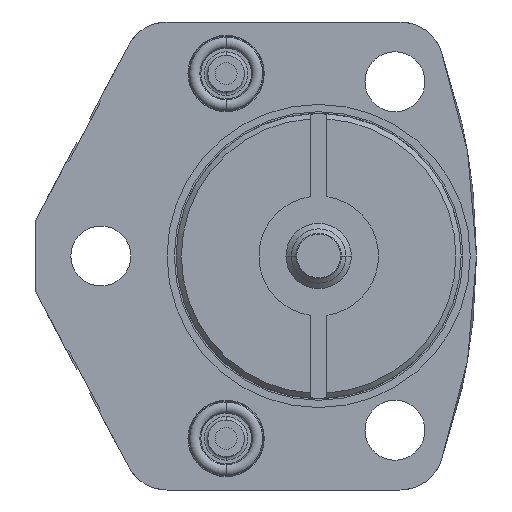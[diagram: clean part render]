
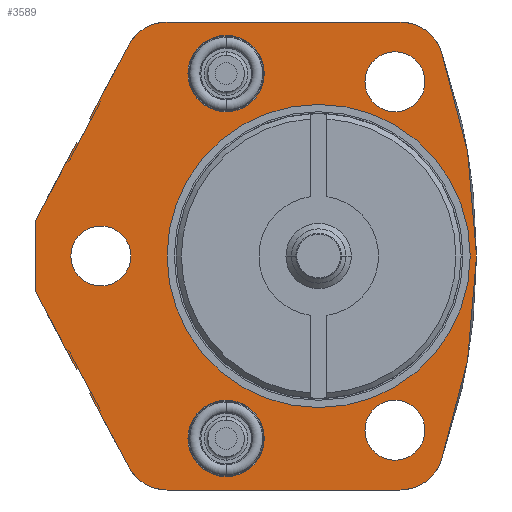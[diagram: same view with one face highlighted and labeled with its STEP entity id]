
A CAD part, front view. The second image highlights one B-rep face of the part: STEP entity #3589.
In plain terms, the highlighted planar face has unit normal (0, -1, 0).
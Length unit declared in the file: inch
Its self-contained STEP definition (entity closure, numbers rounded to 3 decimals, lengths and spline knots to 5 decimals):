
#326=CARTESIAN_POINT('',(0.,0.,0.));
#327=DIRECTION('',(0.,-1.,0.));
#328=DIRECTION('',(1.,0.,0.));
#329=AXIS2_PLACEMENT_3D('',#326,#327,#328);
#334=CARTESIAN_POINT('',(0.,0.,0.));
#335=DIRECTION('',(0.,1.,0.));
#336=DIRECTION('',(1.,0.,0.));
#337=AXIS2_PLACEMENT_3D('',#334,#335,#336);
#342=CARTESIAN_POINT('',(0.438,0.,1.));
#343=DIRECTION('',(0.,-1.,0.));
#344=DIRECTION('',(1.,0.,0.));
#345=AXIS2_PLACEMENT_3D('',#342,#343,#344);
#350=CARTESIAN_POINT('',(0.438,0.,1.));
#351=DIRECTION('',(0.,-1.,0.));
#352=DIRECTION('',(-1.,0.,0.));
#353=AXIS2_PLACEMENT_3D('',#350,#351,#352);
#358=CARTESIAN_POINT('',(0.438,0.,-1.));
#359=DIRECTION('',(0.,-1.,0.));
#360=DIRECTION('',(1.,0.,0.));
#361=AXIS2_PLACEMENT_3D('',#358,#359,#360);
#366=CARTESIAN_POINT('',(0.438,0.,-1.));
#367=DIRECTION('',(0.,-1.,0.));
#368=DIRECTION('',(-1.,0.,0.));
#369=AXIS2_PLACEMENT_3D('',#366,#367,#368);
#374=CARTESIAN_POINT('',(-1.25,0.,0.));
#375=DIRECTION('',(0.,-1.,0.));
#376=DIRECTION('',(1.,0.,0.));
#377=AXIS2_PLACEMENT_3D('',#374,#375,#376);
#382=CARTESIAN_POINT('',(-1.25,0.,0.));
#383=DIRECTION('',(0.,-1.,0.));
#384=DIRECTION('',(-1.,0.,0.));
#385=AXIS2_PLACEMENT_3D('',#382,#383,#384);
#390=DIRECTION('',(-0.469,0.,-0.883));
#391=VECTOR('',#390,0.1566);
#392=CARTESIAN_POINT('',(-1.3062,0.,0.7832));
#393=LINE('',#392,#391);
#397=DIRECTION('',(0.883,0.,-0.469));
#398=VECTOR('',#397,0.01);
#399=CARTESIAN_POINT('',(-1.31503,0.,0.7879));
#400=LINE('',#399,#398);
#404=DIRECTION('',(0.469,0.,0.883));
#405=VECTOR('',#404,0.47848);
#406=CARTESIAN_POINT('',(-1.31503,0.,0.7879));
#407=LINE('',#406,#405);
#411=DIRECTION('',(1.,0.,0.));
#412=VECTOR('',#411,1.33636);
#413=CARTESIAN_POINT('',(-0.86966,0.,1.343));
#414=LINE('',#413,#412);
#418=CARTESIAN_POINT('',(-2.594,0.,0.));
#419=DIRECTION('',(0.,-1.,0.));
#420=DIRECTION('',(0.942,0.,-0.336));
#421=AXIS2_PLACEMENT_3D('',#418,#419,#420);
#426=DIRECTION('',(-1.,0.,0.));
#427=VECTOR('',#426,1.33636);
#428=CARTESIAN_POINT('',(0.46669,0.,-1.343));
#429=LINE('',#428,#427);
#433=DIRECTION('',(0.469,0.,-0.883));
#434=VECTOR('',#433,0.47848);
#435=CARTESIAN_POINT('',(-1.31503,0.,-0.7879));
#436=LINE('',#435,#434);
#440=DIRECTION('',(0.883,0.,0.469));
#441=VECTOR('',#440,0.01);
#442=CARTESIAN_POINT('',(-1.31503,0.,-0.7879));
#443=LINE('',#442,#441);
#447=DIRECTION('',(0.469,0.,-0.883));
#448=VECTOR('',#447,0.1566);
#449=CARTESIAN_POINT('',(-1.37972,0.,-0.64493));
#450=LINE('',#449,#448);
#454=DIRECTION('',(0.883,0.,0.469));
#455=VECTOR('',#454,0.01);
#456=CARTESIAN_POINT('',(-1.38855,0.,-0.64962));
#457=LINE('',#456,#455);
#461=DIRECTION('',(0.469,0.,-0.883));
#462=VECTOR('',#461,0.50364);
#463=CARTESIAN_POINT('',(-1.625,0.,-0.20493));
#464=LINE('',#463,#462);
#468=DIRECTION('',(0.,0.,-1.));
#469=VECTOR('',#468,0.40987);
#470=CARTESIAN_POINT('',(-1.625,0.,0.20493));
#471=LINE('',#470,#469);
#475=DIRECTION('',(0.469,0.,0.883));
#476=VECTOR('',#475,0.50364);
#477=CARTESIAN_POINT('',(-1.625,0.,0.20493));
#478=LINE('',#477,#476);
#482=DIRECTION('',(0.883,0.,-0.469));
#483=VECTOR('',#482,0.01);
#484=CARTESIAN_POINT('',(-1.38855,0.,0.64962));
#485=LINE('',#484,#483);
#489=CARTESIAN_POINT('',(-0.531,0.,-1.047));
#490=DIRECTION('',(0.,1.,0.));
#491=DIRECTION('',(-1.,0.,0.));
#492=AXIS2_PLACEMENT_3D('',#489,#490,#491);
#497=CARTESIAN_POINT('',(-0.531,0.,-1.047));
#498=DIRECTION('',(0.,1.,0.));
#499=DIRECTION('',(1.,0.,0.));
#500=AXIS2_PLACEMENT_3D('',#497,#498,#499);
#505=CARTESIAN_POINT('',(-0.531,0.,1.047));
#506=DIRECTION('',(0.,1.,0.));
#507=DIRECTION('',(-1.,0.,0.));
#508=AXIS2_PLACEMENT_3D('',#505,#506,#507);
#513=CARTESIAN_POINT('',(-0.531,0.,1.047));
#514=DIRECTION('',(0.,1.,0.));
#515=DIRECTION('',(1.,0.,0.));
#516=AXIS2_PLACEMENT_3D('',#513,#514,#515);
#1487=CARTESIAN_POINT('',(-0.86966,0.,-1.093));
#1488=DIRECTION('',(0.,-1.,0.));
#1489=DIRECTION('',(-0.883,0.,-0.469));
#1490=AXIS2_PLACEMENT_3D('',#1487,#1488,#1489);
#1524=CARTESIAN_POINT('',(0.46669,0.,-1.093));
#1525=DIRECTION('',(0.,-1.,0.));
#1526=DIRECTION('',(0.,0.,-1.));
#1527=AXIS2_PLACEMENT_3D('',#1524,#1525,#1526);
#1546=CARTESIAN_POINT('',(0.46669,0.,1.093));
#1547=DIRECTION('',(0.,-1.,0.));
#1548=DIRECTION('',(0.942,0.,0.336));
#1549=AXIS2_PLACEMENT_3D('',#1546,#1547,#1548);
#1583=CARTESIAN_POINT('',(-0.86966,0.,1.093));
#1584=DIRECTION('',(0.,-1.,0.));
#1585=DIRECTION('',(0.,0.,1.));
#1586=AXIS2_PLACEMENT_3D('',#1583,#1584,#1585);
#2974=CARTESIAN_POINT('',(0.87,0.,0.));
#2976=VERTEX_POINT('',#2974);
#2978=CARTESIAN_POINT('',(-0.87,0.,0.));
#2980=VERTEX_POINT('',#2978);
#2981=CARTESIAN_POINT('',(-1.625,0.,0.20493));
#2982=CARTESIAN_POINT('',(-1.625,0.,-0.20493));
#2983=VERTEX_POINT('',#2981);
#2984=VERTEX_POINT('',#2982);
#2985=CARTESIAN_POINT('',(0.61,0.,1.));
#2986=CARTESIAN_POINT('',(0.266,0.,1.));
#2987=VERTEX_POINT('',#2985);
#2988=VERTEX_POINT('',#2986);
#3019=CARTESIAN_POINT('',(-1.37972,0.,-0.64493));
#3020=CARTESIAN_POINT('',(-1.3062,0.,-0.7832));
#3021=VERTEX_POINT('',#3019);
#3022=VERTEX_POINT('',#3020);
#3023=CARTESIAN_POINT('',(-1.38855,0.,-0.64962));
#3024=VERTEX_POINT('',#3023);
#3025=CARTESIAN_POINT('',(-1.31503,0.,-0.7879));
#3026=VERTEX_POINT('',#3025);
#3048=CARTESIAN_POINT('',(-1.3062,0.,0.7832));
#3049=CARTESIAN_POINT('',(-1.37972,0.,0.64493));
#3050=VERTEX_POINT('',#3048);
#3051=VERTEX_POINT('',#3049);
#3052=CARTESIAN_POINT('',(-1.31503,0.,0.7879));
#3053=VERTEX_POINT('',#3052);
#3054=CARTESIAN_POINT('',(-1.38855,0.,0.64962));
#3055=VERTEX_POINT('',#3054);
#3081=CARTESIAN_POINT('',(-0.75,0.,-1.047));
#3082=CARTESIAN_POINT('',(-0.312,0.,-1.047));
#3083=VERTEX_POINT('',#3081);
#3084=VERTEX_POINT('',#3082);
#3101=CARTESIAN_POINT('',(-0.75,0.,1.047));
#3102=CARTESIAN_POINT('',(-0.312,0.,1.047));
#3103=VERTEX_POINT('',#3101);
#3104=VERTEX_POINT('',#3102);
#3135=CARTESIAN_POINT('',(0.46669,0.,-1.343));
#3136=CARTESIAN_POINT('',(0.70213,0.,-1.17708));
#3137=VERTEX_POINT('',#3135);
#3138=VERTEX_POINT('',#3136);
#3139=CARTESIAN_POINT('',(0.70213,0.,1.17708));
#3140=CARTESIAN_POINT('',(0.46669,0.,1.343));
#3141=VERTEX_POINT('',#3139);
#3142=VERTEX_POINT('',#3140);
#3143=CARTESIAN_POINT('',(-0.86966,0.,1.343));
#3144=CARTESIAN_POINT('',(-1.0904,0.,1.21037));
#3145=VERTEX_POINT('',#3143);
#3146=VERTEX_POINT('',#3144);
#3147=CARTESIAN_POINT('',(-1.0904,0.,-1.21037));
#3148=CARTESIAN_POINT('',(-0.86966,0.,-1.343));
#3149=VERTEX_POINT('',#3147);
#3150=VERTEX_POINT('',#3148);
#3151=CARTESIAN_POINT('',(0.61,0.,-1.));
#3152=CARTESIAN_POINT('',(0.266,0.,-1.));
#3153=VERTEX_POINT('',#3151);
#3154=VERTEX_POINT('',#3152);
#3155=CARTESIAN_POINT('',(-1.078,0.,0.));
#3156=CARTESIAN_POINT('',(-1.422,0.,0.));
#3157=VERTEX_POINT('',#3155);
#3158=VERTEX_POINT('',#3156);
#3512=CARTESIAN_POINT('',(0.,0.,0.));
#3513=DIRECTION('',(0.,-1.,0.));
#3514=DIRECTION('',(-1.,0.,0.));
#3515=AXIS2_PLACEMENT_3D('',#3512,#3513,#3514);
#3516=PLANE('',#3515);
#3518=ORIENTED_EDGE('',*,*,#3517,.F.);
#3520=ORIENTED_EDGE('',*,*,#3519,.F.);
#3522=ORIENTED_EDGE('',*,*,#3521,.T.);
#3524=ORIENTED_EDGE('',*,*,#3523,.F.);
#3526=ORIENTED_EDGE('',*,*,#3525,.T.);
#3528=ORIENTED_EDGE('',*,*,#3527,.F.);
#3530=ORIENTED_EDGE('',*,*,#3529,.F.);
#3532=ORIENTED_EDGE('',*,*,#3531,.F.);
#3534=ORIENTED_EDGE('',*,*,#3533,.T.);
#3536=ORIENTED_EDGE('',*,*,#3535,.F.);
#3538=ORIENTED_EDGE('',*,*,#3537,.F.);
#3540=ORIENTED_EDGE('',*,*,#3539,.T.);
#3542=ORIENTED_EDGE('',*,*,#3541,.F.);
#3544=ORIENTED_EDGE('',*,*,#3543,.F.);
#3546=ORIENTED_EDGE('',*,*,#3545,.F.);
#3548=ORIENTED_EDGE('',*,*,#3547,.F.);
#3550=ORIENTED_EDGE('',*,*,#3549,.T.);
#3552=ORIENTED_EDGE('',*,*,#3551,.T.);
#3553=EDGE_LOOP('',(#3518,#3520,#3522,#3524,#3526,#3528,#3530,#3532,#3534,#3536,
#3538,#3540,#3542,#3544,#3546,#3548,#3550,#3552));
#3554=FACE_OUTER_BOUND('',#3553,.F.);
#3556=ORIENTED_EDGE('',*,*,#3555,.T.);
#3558=ORIENTED_EDGE('',*,*,#3557,.F.);
#3559=EDGE_LOOP('',(#3556,#3558));
#3560=FACE_BOUND('',#3559,.F.);
#3562=ORIENTED_EDGE('',*,*,#3561,.T.);
#3564=ORIENTED_EDGE('',*,*,#3563,.T.);
#3565=EDGE_LOOP('',(#3562,#3564));
#3566=FACE_BOUND('',#3565,.F.);
#3567=ORIENTED_EDGE('',*,*,#3492,.T.);
#3568=ORIENTED_EDGE('',*,*,#3506,.T.);
#3569=EDGE_LOOP('',(#3567,#3568));
#3570=FACE_BOUND('',#3569,.F.);
#3572=ORIENTED_EDGE('',*,*,#3571,.T.);
#3574=ORIENTED_EDGE('',*,*,#3573,.T.);
#3575=EDGE_LOOP('',(#3572,#3574));
#3576=FACE_BOUND('',#3575,.F.);
#3578=ORIENTED_EDGE('',*,*,#3577,.F.);
#3580=ORIENTED_EDGE('',*,*,#3579,.F.);
#3581=EDGE_LOOP('',(#3578,#3580));
#3582=FACE_BOUND('',#3581,.F.);
#3584=ORIENTED_EDGE('',*,*,#3583,.F.);
#3586=ORIENTED_EDGE('',*,*,#3585,.F.);
#3587=EDGE_LOOP('',(#3584,#3586));
#3588=FACE_BOUND('',#3587,.F.);
#3589=ADVANCED_FACE('',(#3554,#3560,#3566,#3570,#3576,#3582,#3588),#3516,.T.);
#330=CIRCLE('',#329,0.87);
#338=CIRCLE('',#337,0.87);
#346=CIRCLE('',#345,0.172);
#354=CIRCLE('',#353,0.172);
#362=CIRCLE('',#361,0.172);
#370=CIRCLE('',#369,0.172);
#378=CIRCLE('',#377,0.172);
#386=CIRCLE('',#385,0.172);
#422=CIRCLE('',#421,3.5);
#493=CIRCLE('',#492,0.219);
#501=CIRCLE('',#500,0.219);
#509=CIRCLE('',#508,0.219);
#517=CIRCLE('',#516,0.219);
#1491=CIRCLE('',#1490,0.25);
#1528=CIRCLE('',#1527,0.25);
#1550=CIRCLE('',#1549,0.25);
#1587=CIRCLE('',#1586,0.25);
#3492=EDGE_CURVE('',#3153,#3154,#362,.T.);
#3506=EDGE_CURVE('',#3154,#3153,#370,.T.);
#3517=EDGE_CURVE('',#3050,#3051,#393,.T.);
#3519=EDGE_CURVE('',#3053,#3050,#400,.T.);
#3521=EDGE_CURVE('',#3053,#3146,#407,.T.);
#3523=EDGE_CURVE('',#3145,#3146,#1587,.T.);
#3525=EDGE_CURVE('',#3145,#3142,#414,.T.);
#3527=EDGE_CURVE('',#3141,#3142,#1550,.T.);
#3529=EDGE_CURVE('',#3138,#3141,#422,.T.);
#3531=EDGE_CURVE('',#3137,#3138,#1528,.T.);
#3533=EDGE_CURVE('',#3137,#3150,#429,.T.);
#3535=EDGE_CURVE('',#3149,#3150,#1491,.T.);
#3537=EDGE_CURVE('',#3026,#3149,#436,.T.);
#3539=EDGE_CURVE('',#3026,#3022,#443,.T.);
#3541=EDGE_CURVE('',#3021,#3022,#450,.T.);
#3543=EDGE_CURVE('',#3024,#3021,#457,.T.);
#3545=EDGE_CURVE('',#2984,#3024,#464,.T.);
#3547=EDGE_CURVE('',#2983,#2984,#471,.T.);
#3549=EDGE_CURVE('',#2983,#3055,#478,.T.);
#3551=EDGE_CURVE('',#3055,#3051,#485,.T.);
#3555=EDGE_CURVE('',#2976,#2980,#330,.T.);
#3557=EDGE_CURVE('',#2976,#2980,#338,.T.);
#3561=EDGE_CURVE('',#2987,#2988,#346,.T.);
#3563=EDGE_CURVE('',#2988,#2987,#354,.T.);
#3571=EDGE_CURVE('',#3157,#3158,#378,.T.);
#3573=EDGE_CURVE('',#3158,#3157,#386,.T.);
#3577=EDGE_CURVE('',#3083,#3084,#493,.T.);
#3579=EDGE_CURVE('',#3084,#3083,#501,.T.);
#3583=EDGE_CURVE('',#3103,#3104,#509,.T.);
#3585=EDGE_CURVE('',#3104,#3103,#517,.T.);
